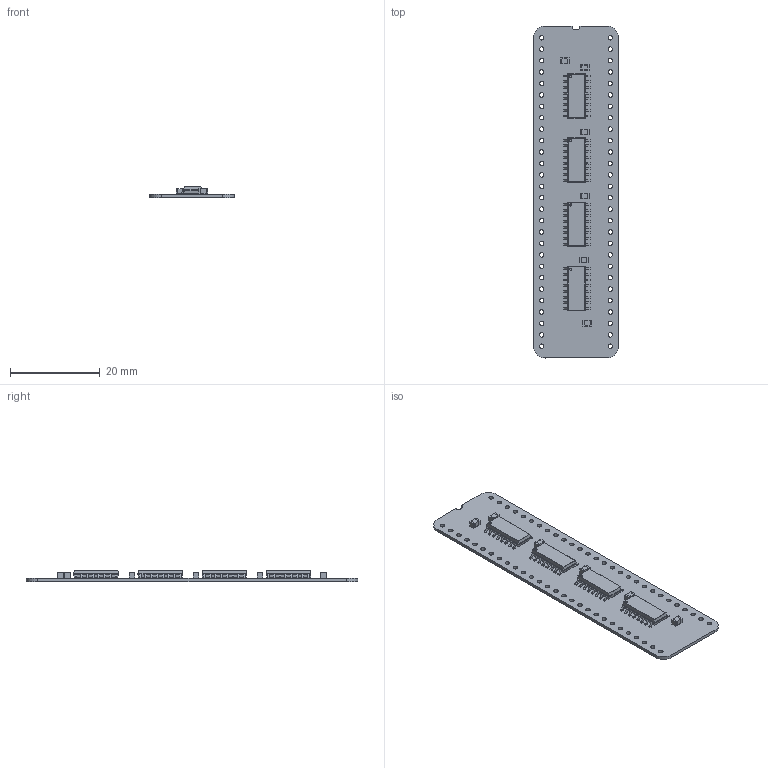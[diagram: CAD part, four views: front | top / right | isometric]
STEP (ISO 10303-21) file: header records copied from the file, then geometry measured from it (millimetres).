
FILE_DESCRIPTION(('KiCad electronic assembly'),'2;1');
FILE_NAME('Adder 16bit.step','2024-09-03T07:30:02',('Pcbnew'),('Kicad'), 'Open CASCADE STEP processor 7.8','KiCad to STEP converter','Unknown' );
FILE_SCHEMA(('AUTOMOTIVE_DESIGN { 1 0 10303 214 1 1 1 1 }'));
Length unit declared in the file: millimetre
Products named in the file (6): Adder 16bit 1; C_0805_2012Metric; MC74HC259ADR2G; ASSEMBLY; Adder 16bit_PCB
Assembly tree (13 placements, depth 3):
  Adder 16bit 1
    C_0805_2012Metric  x6
      C_0805_2012Metric
    MC74HC259ADR2G  x4
      ASSEMBLY
    Adder 16bit_PCB
Bounding box: 18.8 x 73.81 x 2.5 mm (x, y, z)
Volume: 1196.6 mm3; surface area: 3586.8 mm2
Topology: 75 solids, 75 shells, 1164 faces, 2930 edges, 1932 vertices
Faces by surface type: plane 803, cylinder 361
Full cylindrical faces by diameter (mm): 0.487 x4, 1 x56
Entity records: 10564 total; most frequent: DIRECTION 1781, CARTESIAN_POINT 1745, ORIENTED_EDGE 1690, EDGE_CURVE 845, AXIS2_PLACEMENT_3D 594, LINE 593, VECTOR 593, VERTEX_POINT 558
